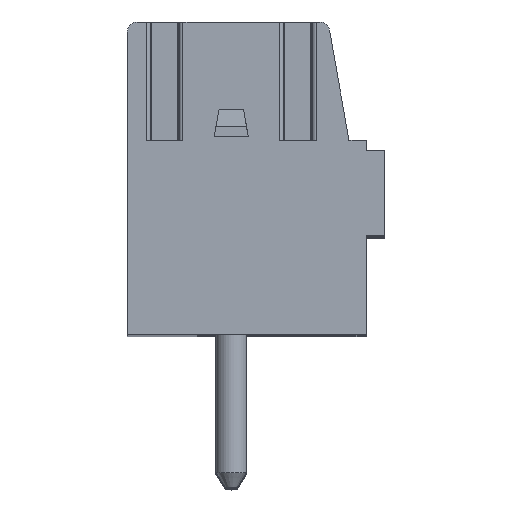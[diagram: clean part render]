
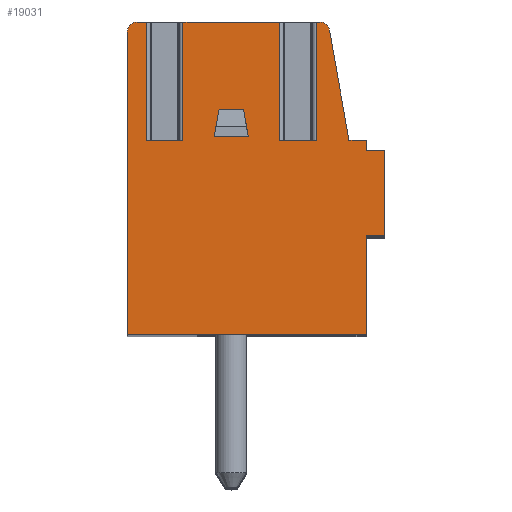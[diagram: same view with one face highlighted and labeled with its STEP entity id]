
A CAD part, top view. The second image highlights one B-rep face of the part: STEP entity #19031.
In plain terms, the highlighted planar face has unit normal (0, 0, 1).
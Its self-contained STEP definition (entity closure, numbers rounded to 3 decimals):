
#2669=DIRECTION('',(-1.,0.,0.));
#2670=VECTOR('',#2669,1.07);
#2671=CARTESIAN_POINT('',(2.035,1.105,1.75));
#2672=LINE('',#2671,#2670);
#2673=DIRECTION('',(0.,1.,0.));
#2674=VECTOR('',#2673,3.47);
#2675=CARTESIAN_POINT('',(2.035,1.105,1.75));
#2676=LINE('',#2675,#2674);
#2677=DIRECTION('',(1.,0.,0.));
#2678=VECTOR('',#2677,0.101);
#2679=CARTESIAN_POINT('',(2.035,4.575,1.75));
#2680=LINE('',#2679,#2678);
#2681=CARTESIAN_POINT('',(2.136,4.275,1.75));
#2682=DIRECTION('',(0.,0.,-1.));
#2683=DIRECTION('',(0.,1.,0.));
#2684=AXIS2_PLACEMENT_3D('',#2681,#2682,#2683);
#2686=DIRECTION('',(0.174,-0.985,0.));
#2687=VECTOR('',#2686,3.272);
#2688=CARTESIAN_POINT('',(2.432,4.327,1.75));
#2689=LINE('',#2688,#2687);
#2690=DIRECTION('',(1.,0.,0.));
#2691=VECTOR('',#2690,0.5);
#2692=CARTESIAN_POINT('',(3.,1.105,1.75));
#2693=LINE('',#2692,#2691);
#2694=DIRECTION('',(0.,-1.,0.));
#2695=VECTOR('',#2694,0.3);
#2696=CARTESIAN_POINT('',(3.5,1.105,1.75));
#2697=LINE('',#2696,#2695);
#2698=DIRECTION('',(0.,-1.,0.));
#2699=VECTOR('',#2698,2.88);
#2700=CARTESIAN_POINT('',(3.5,-1.695,1.75));
#2701=LINE('',#2700,#2699);
#2702=DIRECTION('',(-1.,0.,0.));
#2703=VECTOR('',#2702,7.);
#2704=CARTESIAN_POINT('',(3.5,-4.575,1.75));
#2705=LINE('',#2704,#2703);
#2706=DIRECTION('',(0.,1.,0.));
#2707=VECTOR('',#2706,8.85);
#2708=CARTESIAN_POINT('',(-3.5,-4.575,1.75));
#2709=LINE('',#2708,#2707);
#2710=CARTESIAN_POINT('',(-3.2,4.275,1.75));
#2711=DIRECTION('',(0.,0.,-1.));
#2712=DIRECTION('',(-1.,0.,0.));
#2713=AXIS2_PLACEMENT_3D('',#2710,#2711,#2712);
#2715=DIRECTION('',(1.,0.,0.));
#2716=VECTOR('',#2715,0.265);
#2717=CARTESIAN_POINT('',(-3.2,4.575,1.75));
#2718=LINE('',#2717,#2716);
#2719=DIRECTION('',(0.,1.,0.));
#2720=VECTOR('',#2719,3.47);
#2721=CARTESIAN_POINT('',(-2.935,1.105,1.75));
#2722=LINE('',#2721,#2720);
#2723=DIRECTION('',(-1.,0.,0.));
#2724=VECTOR('',#2723,1.07);
#2725=CARTESIAN_POINT('',(-1.865,1.105,1.75));
#2726=LINE('',#2725,#2724);
#2727=DIRECTION('',(0.,1.,0.));
#2728=VECTOR('',#2727,3.47);
#2729=CARTESIAN_POINT('',(-1.865,1.105,1.75));
#2730=LINE('',#2729,#2728);
#2731=DIRECTION('',(1.,0.,0.));
#2732=VECTOR('',#2731,2.83);
#2733=CARTESIAN_POINT('',(-1.865,4.575,1.75));
#2734=LINE('',#2733,#2732);
#2735=DIRECTION('',(0.,1.,0.));
#2736=VECTOR('',#2735,3.47);
#2737=CARTESIAN_POINT('',(0.965,1.105,1.75));
#2738=LINE('',#2737,#2736);
#2739=DIRECTION('',(-1.,0.,0.));
#2740=VECTOR('',#2739,0.718);
#2741=CARTESIAN_POINT('',(-0.091,2.005,1.75));
#2742=LINE('',#2741,#2740);
#2743=DIRECTION('',(-0.174,-0.985,0.));
#2744=VECTOR('',#2743,0.812);
#2745=CARTESIAN_POINT('',(-0.809,2.005,1.75));
#2746=LINE('',#2745,#2744);
#2747=DIRECTION('',(1.,0.,0.));
#2748=VECTOR('',#2747,1.);
#2749=CARTESIAN_POINT('',(-0.95,1.205,1.75));
#2750=LINE('',#2749,#2748);
#2751=DIRECTION('',(-0.174,0.985,0.));
#2752=VECTOR('',#2751,0.812);
#2753=CARTESIAN_POINT('',(0.05,1.205,1.75));
#2754=LINE('',#2753,#2752);
#2975=DIRECTION('',(-1.,0.,0.));
#2976=VECTOR('',#2975,0.55);
#2977=CARTESIAN_POINT('',(4.05,0.805,1.75));
#2978=LINE('',#2977,#2976);
#3647=DIRECTION('',(0.,1.,0.));
#3648=VECTOR('',#3647,2.5);
#3649=CARTESIAN_POINT('',(4.05,-1.695,1.75));
#3650=LINE('',#3649,#3648);
#3791=DIRECTION('',(1.,0.,0.));
#3792=VECTOR('',#3791,0.55);
#3793=CARTESIAN_POINT('',(3.5,-1.695,1.75));
#3794=LINE('',#3793,#3792);
#11989=CARTESIAN_POINT('',(-3.5,4.275,1.75));
#11990=CARTESIAN_POINT('',(-3.2,4.575,1.75));
#11991=VERTEX_POINT('',#11989);
#11992=VERTEX_POINT('',#11990);
#11993=CARTESIAN_POINT('',(-3.5,-4.575,1.75));
#11994=VERTEX_POINT('',#11993);
#11995=CARTESIAN_POINT('',(3.5,-4.575,1.75));
#11996=VERTEX_POINT('',#11995);
#11997=CARTESIAN_POINT('',(3.5,-1.695,1.75));
#11998=VERTEX_POINT('',#11997);
#11999=CARTESIAN_POINT('',(3.5,1.105,1.75));
#12000=CARTESIAN_POINT('',(3.5,0.805,1.75));
#12001=VERTEX_POINT('',#11999);
#12002=VERTEX_POINT('',#12000);
#12003=CARTESIAN_POINT('',(3.,1.105,1.75));
#12004=VERTEX_POINT('',#12003);
#12005=CARTESIAN_POINT('',(2.432,4.327,1.75));
#12006=VERTEX_POINT('',#12005);
#12007=CARTESIAN_POINT('',(2.136,4.575,1.75));
#12008=VERTEX_POINT('',#12007);
#12166=CARTESIAN_POINT('',(4.05,-1.695,1.75));
#12168=VERTEX_POINT('',#12166);
#12170=CARTESIAN_POINT('',(4.05,0.805,1.75));
#12172=VERTEX_POINT('',#12170);
#12349=CARTESIAN_POINT('',(2.035,1.105,1.75));
#12350=CARTESIAN_POINT('',(0.965,1.105,1.75));
#12351=VERTEX_POINT('',#12349);
#12352=VERTEX_POINT('',#12350);
#12353=CARTESIAN_POINT('',(-1.865,1.105,1.75));
#12354=CARTESIAN_POINT('',(-2.935,1.105,1.75));
#12355=VERTEX_POINT('',#12353);
#12356=VERTEX_POINT('',#12354);
#12357=CARTESIAN_POINT('',(-2.935,4.575,1.75));
#12358=VERTEX_POINT('',#12357);
#12359=CARTESIAN_POINT('',(-1.865,4.575,1.75));
#12360=VERTEX_POINT('',#12359);
#12361=CARTESIAN_POINT('',(2.035,4.575,1.75));
#12362=VERTEX_POINT('',#12361);
#12363=CARTESIAN_POINT('',(0.965,4.575,1.75));
#12364=VERTEX_POINT('',#12363);
#12393=CARTESIAN_POINT('',(-0.95,1.205,1.75));
#12394=CARTESIAN_POINT('',(0.05,1.205,1.75));
#12395=VERTEX_POINT('',#12393);
#12396=VERTEX_POINT('',#12394);
#12398=CARTESIAN_POINT('',(-0.809,2.005,1.75));
#12400=VERTEX_POINT('',#12398);
#12401=CARTESIAN_POINT('',(-0.091,2.005,1.75));
#12402=VERTEX_POINT('',#12401);
#18978=CARTESIAN_POINT('',(0.,0.,1.75));
#18979=DIRECTION('',(0.,0.,1.));
#18980=DIRECTION('',(1.,0.,0.));
#18981=AXIS2_PLACEMENT_3D('',#18978,#18979,#18980);
#18982=PLANE('',#18981);
#18984=ORIENTED_EDGE('',*,*,#18983,.F.);
#18986=ORIENTED_EDGE('',*,*,#18985,.T.);
#18987=ORIENTED_EDGE('',*,*,#15604,.T.);
#18989=ORIENTED_EDGE('',*,*,#18988,.T.);
#18991=ORIENTED_EDGE('',*,*,#18990,.T.);
#18993=ORIENTED_EDGE('',*,*,#18992,.T.);
#18995=ORIENTED_EDGE('',*,*,#18994,.T.);
#18997=ORIENTED_EDGE('',*,*,#18996,.F.);
#18999=ORIENTED_EDGE('',*,*,#18998,.F.);
#19001=ORIENTED_EDGE('',*,*,#19000,.F.);
#19003=ORIENTED_EDGE('',*,*,#19002,.T.);
#19005=ORIENTED_EDGE('',*,*,#19004,.T.);
#19007=ORIENTED_EDGE('',*,*,#19006,.T.);
#19009=ORIENTED_EDGE('',*,*,#19008,.T.);
#19010=ORIENTED_EDGE('',*,*,#15569,.T.);
#19012=ORIENTED_EDGE('',*,*,#19011,.F.);
#19014=ORIENTED_EDGE('',*,*,#19013,.F.);
#19015=ORIENTED_EDGE('',*,*,#18969,.T.);
#19016=ORIENTED_EDGE('',*,*,#15620,.T.);
#19018=ORIENTED_EDGE('',*,*,#19017,.F.);
#19019=EDGE_LOOP('',(#18984,#18986,#18987,#18989,#18991,#18993,#18995,#18997,
#18999,#19001,#19003,#19005,#19007,#19009,#19010,#19012,#19014,#19015,#19016,
#19018));
#19020=FACE_OUTER_BOUND('',#19019,.F.);
#19022=ORIENTED_EDGE('',*,*,#19021,.T.);
#19024=ORIENTED_EDGE('',*,*,#19023,.T.);
#19026=ORIENTED_EDGE('',*,*,#19025,.T.);
#19028=ORIENTED_EDGE('',*,*,#19027,.T.);
#19029=EDGE_LOOP('',(#19022,#19024,#19026,#19028));
#19030=FACE_BOUND('',#19029,.F.);
#2685=CIRCLE('',#2684,0.3);
#2714=CIRCLE('',#2713,0.3);
#15569=EDGE_CURVE('',#11992,#12358,#2718,.T.);
#15604=EDGE_CURVE('',#12362,#12008,#2680,.T.);
#15620=EDGE_CURVE('',#12360,#12364,#2734,.T.);
#18969=EDGE_CURVE('',#12355,#12360,#2730,.T.);
#18983=EDGE_CURVE('',#12351,#12352,#2672,.T.);
#18985=EDGE_CURVE('',#12351,#12362,#2676,.T.);
#18988=EDGE_CURVE('',#12008,#12006,#2685,.T.);
#18990=EDGE_CURVE('',#12006,#12004,#2689,.T.);
#18992=EDGE_CURVE('',#12004,#12001,#2693,.T.);
#18994=EDGE_CURVE('',#12001,#12002,#2697,.T.);
#18996=EDGE_CURVE('',#12172,#12002,#2978,.T.);
#18998=EDGE_CURVE('',#12168,#12172,#3650,.T.);
#19000=EDGE_CURVE('',#11998,#12168,#3794,.T.);
#19002=EDGE_CURVE('',#11998,#11996,#2701,.T.);
#19004=EDGE_CURVE('',#11996,#11994,#2705,.T.);
#19006=EDGE_CURVE('',#11994,#11991,#2709,.T.);
#19008=EDGE_CURVE('',#11991,#11992,#2714,.T.);
#19011=EDGE_CURVE('',#12356,#12358,#2722,.T.);
#19013=EDGE_CURVE('',#12355,#12356,#2726,.T.);
#19017=EDGE_CURVE('',#12352,#12364,#2738,.T.);
#19021=EDGE_CURVE('',#12402,#12400,#2742,.T.);
#19023=EDGE_CURVE('',#12400,#12395,#2746,.T.);
#19025=EDGE_CURVE('',#12395,#12396,#2750,.T.);
#19027=EDGE_CURVE('',#12396,#12402,#2754,.T.);
#19031=ADVANCED_FACE('',(#19020,#19030),#18982,.T.);
